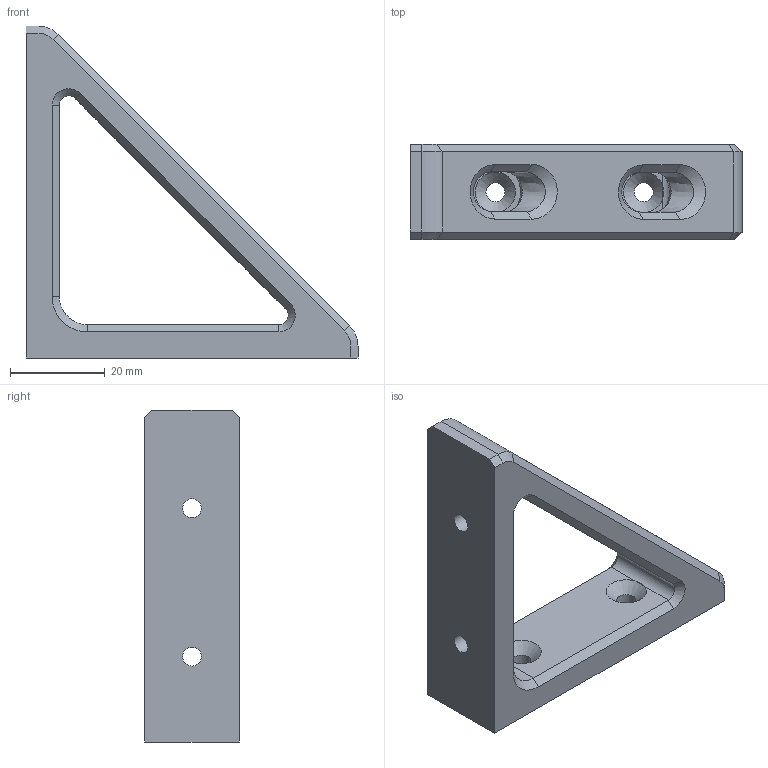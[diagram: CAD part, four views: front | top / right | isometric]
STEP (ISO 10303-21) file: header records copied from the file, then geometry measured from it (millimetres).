
FILE_DESCRIPTION(/* description */ (''),/* implementation_level */ '2;1');
FILE_NAME(/* name */ 'Bracket heavy duty v4.step',/* time_stamp */ '2024-04-06T00:32:59+02:00',/* author */ (''),/* organization */ (''),/* preprocessor_version */ 'ST-DEVELOPER v20',/* originating_system */ 'Autodesk Translation Framework v12.20.1.177',/* authorisation */ '');
FILE_SCHEMA (('AUTOMOTIVE_DESIGN { 1 0 10303 214 3 1 1 }'));
Length unit declared in the file: millimetre
Products named in the file (1): Bracket heavy duty
Bounding box: 70 x 20 x 70 mm (x, y, z)
Volume: 26632.1 mm3; surface area: 10775.1 mm2
Topology: 1 solids, 1 shells, 59 faces, 149 edges, 90 vertices
Faces by surface type: plane 24, cone 14, bspline 12, cylinder 9
Full cylindrical faces by diameter (mm): 4 x4
Entity records: 3304 total; most frequent: CARTESIAN_POINT 1910, ORIENTED_EDGE 298, DIRECTION 251, EDGE_CURVE 149, VERTEX_POINT 90, AXIS2_PLACEMENT_3D 84, LINE 83, VECTOR 83
